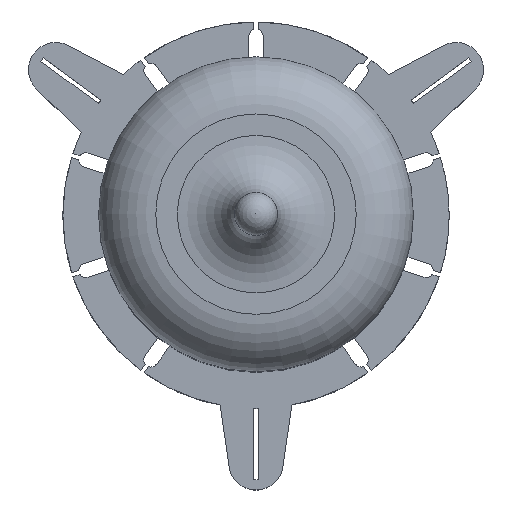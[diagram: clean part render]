
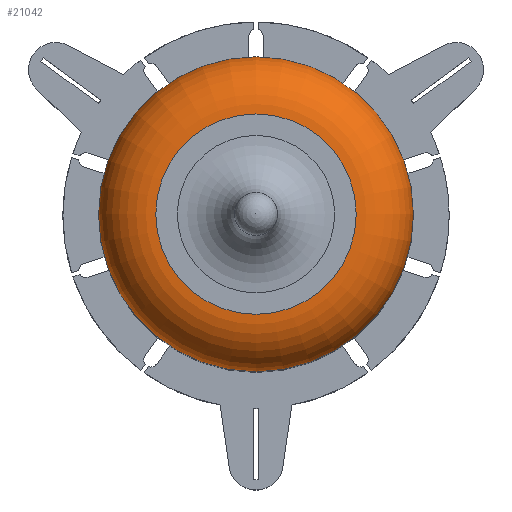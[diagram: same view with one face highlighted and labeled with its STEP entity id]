
A CAD part, top view. The second image highlights one B-rep face of the part: STEP entity #21042.
In plain terms, the highlighted toroidal (fillet/blend) face has major radius 7 mm and minor radius 4 mm.
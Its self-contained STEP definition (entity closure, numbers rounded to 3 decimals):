
#20927 = CYLINDRICAL_SURFACE('',#20928,11.);
#20928 = AXIS2_PLACEMENT_3D('',#20929,#20930,#20931);
#20929 = CARTESIAN_POINT('',(11.,20.,0.));
#20930 = DIRECTION('',(0.,1.,0.));
#20931 = DIRECTION('',(-1.,0.,0.));
#20967 = VERTEX_POINT('',#20968);
#20968 = CARTESIAN_POINT('',(22.,36.,0.));
#20989 = EDGE_CURVE('',#20990,#20967,#20992,.T.);
#20990 = VERTEX_POINT('',#20991);
#20991 = CARTESIAN_POINT('',(11.,36.,-11.));
#20992 = SURFACE_CURVE('',#20993,(#20998,#21005),.PCURVE_S1.);
#20993 = CIRCLE('',#20994,11.);
#20994 = AXIS2_PLACEMENT_3D('',#20995,#20996,#20997);
#20995 = CARTESIAN_POINT('',(11.,36.,0.));
#20996 = DIRECTION('',(-0.,1.,0.));
#20997 = DIRECTION('',(1.,0.,0.));
#20998 = PCURVE('',#20927,#20999);
#20999 = DEFINITIONAL_REPRESENTATION('',(#21000),#21004);
#21000 = LINE('',#21001,#21002);
#21001 = CARTESIAN_POINT('',(-3.142,16.));
#21002 = VECTOR('',#21003,1.);
#21003 = DIRECTION('',(1.,0.));
#21004 = ( GEOMETRIC_REPRESENTATION_CONTEXT(2) 
PARAMETRIC_REPRESENTATION_CONTEXT() REPRESENTATION_CONTEXT('2D SPACE',''
  ) );
#21005 = PCURVE('',#21006,#21011);
#21006 = TOROIDAL_SURFACE('',#21007,7.,4.);
#21007 = AXIS2_PLACEMENT_3D('',#21008,#21009,#21010);
#21008 = CARTESIAN_POINT('',(11.,36.,0.));
#21009 = DIRECTION('',(0.,1.,0.));
#21010 = DIRECTION('',(0.,-0.,1.));
#21011 = DEFINITIONAL_REPRESENTATION('',(#21012),#21016);
#21012 = LINE('',#21013,#21014);
#21013 = CARTESIAN_POINT('',(1.571,0.));
#21014 = VECTOR('',#21015,1.);
#21015 = DIRECTION('',(1.,0.));
#21016 = ( GEOMETRIC_REPRESENTATION_CONTEXT(2) 
PARAMETRIC_REPRESENTATION_CONTEXT() REPRESENTATION_CONTEXT('2D SPACE',''
  ) );
#21018 = EDGE_CURVE('',#20967,#20990,#21019,.T.);
#21019 = SURFACE_CURVE('',#21020,(#21025,#21032),.PCURVE_S1.);
#21020 = CIRCLE('',#21021,11.);
#21021 = AXIS2_PLACEMENT_3D('',#21022,#21023,#21024);
#21022 = CARTESIAN_POINT('',(11.,36.,0.));
#21023 = DIRECTION('',(-0.,1.,0.));
#21024 = DIRECTION('',(1.,0.,0.));
#21025 = PCURVE('',#20927,#21026);
#21026 = DEFINITIONAL_REPRESENTATION('',(#21027),#21031);
#21027 = LINE('',#21028,#21029);
#21028 = CARTESIAN_POINT('',(-3.142,16.));
#21029 = VECTOR('',#21030,1.);
#21030 = DIRECTION('',(1.,0.));
#21031 = ( GEOMETRIC_REPRESENTATION_CONTEXT(2) 
PARAMETRIC_REPRESENTATION_CONTEXT() REPRESENTATION_CONTEXT('2D SPACE',''
  ) );
#21032 = PCURVE('',#21006,#21033);
#21033 = DEFINITIONAL_REPRESENTATION('',(#21034),#21038);
#21034 = LINE('',#21035,#21036);
#21035 = CARTESIAN_POINT('',(7.854,0.));
#21036 = VECTOR('',#21037,1.);
#21037 = DIRECTION('',(1.,0.));
#21038 = ( GEOMETRIC_REPRESENTATION_CONTEXT(2) 
PARAMETRIC_REPRESENTATION_CONTEXT() REPRESENTATION_CONTEXT('2D SPACE',''
  ) );
#21042 = ADVANCED_FACE('',(#21043),#21006,.T.);
#21043 = FACE_BOUND('',#21044,.T.);
#21044 = EDGE_LOOP('',(#21045,#21046,#21070,#21097,#21098));
#21045 = ORIENTED_EDGE('',*,*,#21018,.T.);
#21046 = ORIENTED_EDGE('',*,*,#21047,.T.);
#21047 = EDGE_CURVE('',#20990,#21048,#21050,.T.);
#21048 = VERTEX_POINT('',#21049);
#21049 = CARTESIAN_POINT('',(11.,40.,-7.));
#21050 = SEAM_CURVE('',#21051,(#21056,#21063),.PCURVE_S1.);
#21051 = CIRCLE('',#21052,4.);
#21052 = AXIS2_PLACEMENT_3D('',#21053,#21054,#21055);
#21053 = CARTESIAN_POINT('',(11.,36.,-7.));
#21054 = DIRECTION('',(1.,0.,0.));
#21055 = DIRECTION('',(0.,0.,-1.));
#21056 = PCURVE('',#21006,#21057);
#21057 = DEFINITIONAL_REPRESENTATION('',(#21058),#21062);
#21058 = LINE('',#21059,#21060);
#21059 = CARTESIAN_POINT('',(9.425,0.));
#21060 = VECTOR('',#21061,1.);
#21061 = DIRECTION('',(0.,1.));
#21062 = ( GEOMETRIC_REPRESENTATION_CONTEXT(2) 
PARAMETRIC_REPRESENTATION_CONTEXT() REPRESENTATION_CONTEXT('2D SPACE',''
  ) );
#21063 = PCURVE('',#21006,#21064);
#21064 = DEFINITIONAL_REPRESENTATION('',(#21065),#21069);
#21065 = LINE('',#21066,#21067);
#21066 = CARTESIAN_POINT('',(3.142,0.));
#21067 = VECTOR('',#21068,1.);
#21068 = DIRECTION('',(0.,1.));
#21069 = ( GEOMETRIC_REPRESENTATION_CONTEXT(2) 
PARAMETRIC_REPRESENTATION_CONTEXT() REPRESENTATION_CONTEXT('2D SPACE',''
  ) );
#21070 = ORIENTED_EDGE('',*,*,#21071,.F.);
#21071 = EDGE_CURVE('',#21048,#21048,#21072,.T.);
#21072 = SURFACE_CURVE('',#21073,(#21078,#21085),.PCURVE_S1.);
#21073 = CIRCLE('',#21074,7.);
#21074 = AXIS2_PLACEMENT_3D('',#21075,#21076,#21077);
#21075 = CARTESIAN_POINT('',(11.,40.,0.));
#21076 = DIRECTION('',(-0.,1.,0.));
#21077 = DIRECTION('',(1.,0.,0.));
#21078 = PCURVE('',#21006,#21079);
#21079 = DEFINITIONAL_REPRESENTATION('',(#21080),#21084);
#21080 = LINE('',#21081,#21082);
#21081 = CARTESIAN_POINT('',(1.571,1.571));
#21082 = VECTOR('',#21083,1.);
#21083 = DIRECTION('',(1.,0.));
#21084 = ( GEOMETRIC_REPRESENTATION_CONTEXT(2) 
PARAMETRIC_REPRESENTATION_CONTEXT() REPRESENTATION_CONTEXT('2D SPACE',''
  ) );
#21085 = PCURVE('',#21086,#21091);
#21086 = PLANE('',#21087);
#21087 = AXIS2_PLACEMENT_3D('',#21088,#21089,#21090);
#21088 = CARTESIAN_POINT('',(5.5,40.,0.));
#21089 = DIRECTION('',(0.,1.,0.));
#21090 = DIRECTION('',(0.,-0.,1.));
#21091 = DEFINITIONAL_REPRESENTATION('',(#21092),#21096);
#21092 = CIRCLE('',#21093,7.);
#21093 = AXIS2_PLACEMENT_2D('',#21094,#21095);
#21094 = CARTESIAN_POINT('',(0.,5.5));
#21095 = DIRECTION('',(0.,1.));
#21096 = ( GEOMETRIC_REPRESENTATION_CONTEXT(2) 
PARAMETRIC_REPRESENTATION_CONTEXT() REPRESENTATION_CONTEXT('2D SPACE',''
  ) );
#21097 = ORIENTED_EDGE('',*,*,#21047,.F.);
#21098 = ORIENTED_EDGE('',*,*,#20989,.T.);
